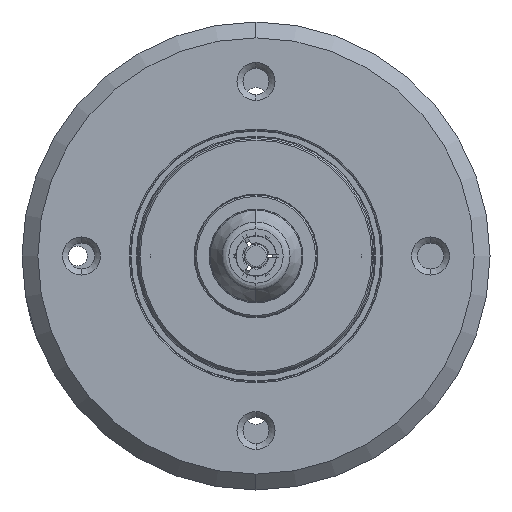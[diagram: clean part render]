
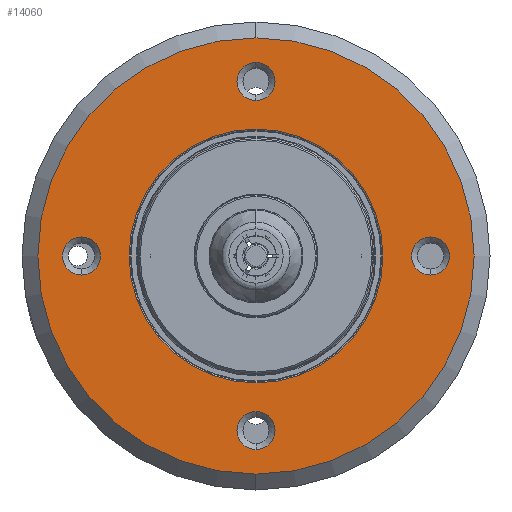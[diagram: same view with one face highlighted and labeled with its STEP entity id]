
A CAD part, left-side view. The second image highlights one B-rep face of the part: STEP entity #14060.
In plain terms, the highlighted planar face has unit normal (-1, 0, 0).
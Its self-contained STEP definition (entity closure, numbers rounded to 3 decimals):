
#52 = DIRECTION ( 'NONE',  ( -1., 0., 0. ) ) ;
#99 = EDGE_LOOP ( 'NONE', ( #3995, #15415 ) ) ;
#216 = EDGE_CURVE ( 'NONE', #822, #17110, #7815, .T. ) ;
#236 = AXIS2_PLACEMENT_3D ( 'NONE', #3009, #7089, #4177 ) ;
#530 = ORIENTED_EDGE ( 'NONE', *, *, #8981, .F. ) ;
#780 = CARTESIAN_POINT ( 'NONE',  ( 37.2, 0., 0. ) ) ;
#822 = VERTEX_POINT ( 'NONE', #13176 ) ;
#902 = FACE_BOUND ( 'NONE', #13118, .T. ) ;
#933 = CARTESIAN_POINT ( 'NONE',  ( 37.2, 22., 2.4 ) ) ;
#1214 = CARTESIAN_POINT ( 'NONE',  ( 37.2, -22., 0. ) ) ;
#1318 = DIRECTION ( 'NONE',  ( 0., 0., 1. ) ) ;
#1440 = EDGE_CURVE ( 'NONE', #8905, #8270, #14096, .T. ) ;
#1641 = EDGE_CURVE ( 'NONE', #17110, #822, #6743, .T. ) ;
#1664 = CARTESIAN_POINT ( 'NONE',  ( 37.2, 0., 19.6 ) ) ;
#1831 = CARTESIAN_POINT ( 'NONE',  ( 37.2, -22., -2.4 ) ) ;
#1980 = CIRCLE ( 'NONE', #5966, 2.4 ) ;
#2026 = DIRECTION ( 'NONE',  ( -1., 0., 0. ) ) ;
#2076 = VERTEX_POINT ( 'NONE', #11609 ) ;
#2197 = AXIS2_PLACEMENT_3D ( 'NONE', #11800, #11973, #2379 ) ;
#2207 = VERTEX_POINT ( 'NONE', #13566 ) ;
#2280 = DIRECTION ( 'NONE',  ( 0., 0., 1. ) ) ;
#2315 = DIRECTION ( 'NONE',  ( -1., 0., 0. ) ) ;
#2379 = DIRECTION ( 'NONE',  ( 0., 0., 1. ) ) ;
#2492 = DIRECTION ( 'NONE',  ( -1., 0., 0. ) ) ;
#3009 = CARTESIAN_POINT ( 'NONE',  ( 37.2, 22., 0. ) ) ;
#3129 = EDGE_CURVE ( 'NONE', #4444, #8329, #1980, .T. ) ;
#3568 = EDGE_LOOP ( 'NONE', ( #530, #15563 ) ) ;
#3617 = CARTESIAN_POINT ( 'NONE',  ( 37.2, 0., 0. ) ) ;
#3773 = CARTESIAN_POINT ( 'NONE',  ( 37.2, 16., 0. ) ) ;
#3854 = ORIENTED_EDGE ( 'NONE', *, *, #5154, .F. ) ;
#3855 = FACE_BOUND ( 'NONE', #3568, .T. ) ;
#3911 = DIRECTION ( 'NONE',  ( -1., 0., 0. ) ) ;
#3930 = AXIS2_PLACEMENT_3D ( 'NONE', #1214, #2492, #17174 ) ;
#3950 = FACE_BOUND ( 'NONE', #14588, .T. ) ;
#3995 = ORIENTED_EDGE ( 'NONE', *, *, #16021, .F. ) ;
#4084 = CARTESIAN_POINT ( 'NONE',  ( 37.2, 0., -16. ) ) ;
#4177 = DIRECTION ( 'NONE',  ( 0., 0., 1. ) ) ;
#4444 = VERTEX_POINT ( 'NONE', #15488 ) ;
#4542 = DIRECTION ( 'NONE',  ( 0., 0., -1. ) ) ;
#4778 = VERTEX_POINT ( 'NONE', #1831 ) ;
#4913 = ORIENTED_EDGE ( 'NONE', *, *, #216, .F. ) ;
#5154 = EDGE_CURVE ( 'NONE', #2076, #16790, #8054, .T. ) ;
#5189 = AXIS2_PLACEMENT_3D ( 'NONE', #780, #2026, #4542 ) ;
#5340 = EDGE_LOOP ( 'NONE', ( #16203, #13616 ) ) ;
#5836 = AXIS2_PLACEMENT_3D ( 'NONE', #3773, #10442, #15874 ) ;
#5864 = AXIS2_PLACEMENT_3D ( 'NONE', #3617, #12040, #2280 ) ;
#5966 = AXIS2_PLACEMENT_3D ( 'NONE', #10633, #14365, #10466 ) ;
#6124 = EDGE_CURVE ( 'NONE', #4778, #2207, #13704, .T. ) ;
#6160 = AXIS2_PLACEMENT_3D ( 'NONE', #14836, #12433, #1318 ) ;
#6322 = AXIS2_PLACEMENT_3D ( 'NONE', #16482, #9706, #13702 ) ;
#6430 = CARTESIAN_POINT ( 'NONE',  ( 37.2, 0., -27.5 ) ) ;
#6743 = CIRCLE ( 'NONE', #2197, 2.4 ) ;
#7089 = DIRECTION ( 'NONE',  ( -1., 0., 0. ) ) ;
#7815 = CIRCLE ( 'NONE', #14617, 2.4 ) ;
#7870 = EDGE_CURVE ( 'NONE', #14124, #15271, #13766, .T. ) ;
#8054 = CIRCLE ( 'NONE', #11461, 2.4 ) ;
#8270 = VERTEX_POINT ( 'NONE', #4084 ) ;
#8329 = VERTEX_POINT ( 'NONE', #933 ) ;
#8641 = EDGE_CURVE ( 'NONE', #16790, #2076, #11288, .T. ) ;
#8724 = AXIS2_PLACEMENT_3D ( 'NONE', #15858, #17286, #16110 ) ;
#8897 = CARTESIAN_POINT ( 'NONE',  ( 37.2, 0., 0. ) ) ;
#8905 = VERTEX_POINT ( 'NONE', #8980 ) ;
#8980 = CARTESIAN_POINT ( 'NONE',  ( 37.2, 0., 16. ) ) ;
#8981 = EDGE_CURVE ( 'NONE', #2207, #4778, #14703, .T. ) ;
#9706 = DIRECTION ( 'NONE',  ( -1., 0., 0. ) ) ;
#10442 = DIRECTION ( 'NONE',  ( 1., 0., 0. ) ) ;
#10466 = DIRECTION ( 'NONE',  ( 0., 0., 1. ) ) ;
#10633 = CARTESIAN_POINT ( 'NONE',  ( 37.2, 22., 0. ) ) ;
#10686 = CIRCLE ( 'NONE', #12096, 27.5 ) ;
#10793 = CARTESIAN_POINT ( 'NONE',  ( 37.2, 0., 27.5 ) ) ;
#11288 = CIRCLE ( 'NONE', #8724, 2.4 ) ;
#11461 = AXIS2_PLACEMENT_3D ( 'NONE', #13325, #52, #16341 ) ;
#11609 = CARTESIAN_POINT ( 'NONE',  ( 37.2, 0., -24.4 ) ) ;
#11664 = ORIENTED_EDGE ( 'NONE', *, *, #8641, .F. ) ;
#11672 = FACE_OUTER_BOUND ( 'NONE', #15929, .T. ) ;
#11756 = PLANE ( 'NONE',  #5836 ) ;
#11800 = CARTESIAN_POINT ( 'NONE',  ( 37.2, 0., 22. ) ) ;
#11973 = DIRECTION ( 'NONE',  ( -1., 0., 0. ) ) ;
#11982 = DIRECTION ( 'NONE',  ( 0., 0., 1. ) ) ;
#12017 = FACE_BOUND ( 'NONE', #5340, .T. ) ;
#12040 = DIRECTION ( 'NONE',  ( -1., 0., 0. ) ) ;
#12096 = AXIS2_PLACEMENT_3D ( 'NONE', #8897, #2315, #15654 ) ;
#12155 = ORIENTED_EDGE ( 'NONE', *, *, #14443, .T. ) ;
#12433 = DIRECTION ( 'NONE',  ( -1., 0., 0. ) ) ;
#12676 = CIRCLE ( 'NONE', #5864, 16. ) ;
#13118 = EDGE_LOOP ( 'NONE', ( #4913, #14896 ) ) ;
#13176 = CARTESIAN_POINT ( 'NONE',  ( 37.2, 0., 24.4 ) ) ;
#13325 = CARTESIAN_POINT ( 'NONE',  ( 37.2, 0., -22. ) ) ;
#13566 = CARTESIAN_POINT ( 'NONE',  ( 37.2, -22., 2.4 ) ) ;
#13616 = ORIENTED_EDGE ( 'NONE', *, *, #13701, .F. ) ;
#13701 = EDGE_CURVE ( 'NONE', #8270, #8905, #12676, .T. ) ;
#13702 = DIRECTION ( 'NONE',  ( 0., 0., 1. ) ) ;
#13704 = CIRCLE ( 'NONE', #6322, 2.4 ) ;
#13766 = CIRCLE ( 'NONE', #5189, 27.5 ) ;
#14054 = ORIENTED_EDGE ( 'NONE', *, *, #7870, .T. ) ;
#14060 = ADVANCED_FACE ( 'NONE', ( #12017, #17301, #3950, #3855, #902, #11672 ), #11756, .F. ) ;
#14096 = CIRCLE ( 'NONE', #6160, 16. ) ;
#14124 = VERTEX_POINT ( 'NONE', #6430 ) ;
#14365 = DIRECTION ( 'NONE',  ( -1., 0., 0. ) ) ;
#14443 = EDGE_CURVE ( 'NONE', #15271, #14124, #10686, .T. ) ;
#14588 = EDGE_LOOP ( 'NONE', ( #11664, #3854 ) ) ;
#14617 = AXIS2_PLACEMENT_3D ( 'NONE', #14745, #3911, #11982 ) ;
#14703 = CIRCLE ( 'NONE', #3930, 2.4 ) ;
#14745 = CARTESIAN_POINT ( 'NONE',  ( 37.2, 0., 22. ) ) ;
#14836 = CARTESIAN_POINT ( 'NONE',  ( 37.2, 0., 0. ) ) ;
#14896 = ORIENTED_EDGE ( 'NONE', *, *, #1641, .F. ) ;
#15271 = VERTEX_POINT ( 'NONE', #10793 ) ;
#15415 = ORIENTED_EDGE ( 'NONE', *, *, #3129, .F. ) ;
#15488 = CARTESIAN_POINT ( 'NONE',  ( 37.2, 22., -2.4 ) ) ;
#15563 = ORIENTED_EDGE ( 'NONE', *, *, #6124, .F. ) ;
#15654 = DIRECTION ( 'NONE',  ( 0., 0., -1. ) ) ;
#15858 = CARTESIAN_POINT ( 'NONE',  ( 37.2, 0., -22. ) ) ;
#15874 = DIRECTION ( 'NONE',  ( 0., 1., 0. ) ) ;
#15929 = EDGE_LOOP ( 'NONE', ( #14054, #12155 ) ) ;
#16021 = EDGE_CURVE ( 'NONE', #8329, #4444, #17306, .T. ) ;
#16110 = DIRECTION ( 'NONE',  ( 0., 0., 1. ) ) ;
#16203 = ORIENTED_EDGE ( 'NONE', *, *, #1440, .F. ) ;
#16341 = DIRECTION ( 'NONE',  ( 0., 0., 1. ) ) ;
#16474 = CARTESIAN_POINT ( 'NONE',  ( 37.2, 0., -19.6 ) ) ;
#16482 = CARTESIAN_POINT ( 'NONE',  ( 37.2, -22., 0. ) ) ;
#16790 = VERTEX_POINT ( 'NONE', #16474 ) ;
#17110 = VERTEX_POINT ( 'NONE', #1664 ) ;
#17174 = DIRECTION ( 'NONE',  ( 0., 0., 1. ) ) ;
#17286 = DIRECTION ( 'NONE',  ( -1., 0., 0. ) ) ;
#17301 = FACE_BOUND ( 'NONE', #99, .T. ) ;
#17306 = CIRCLE ( 'NONE', #236, 2.4 ) ;
